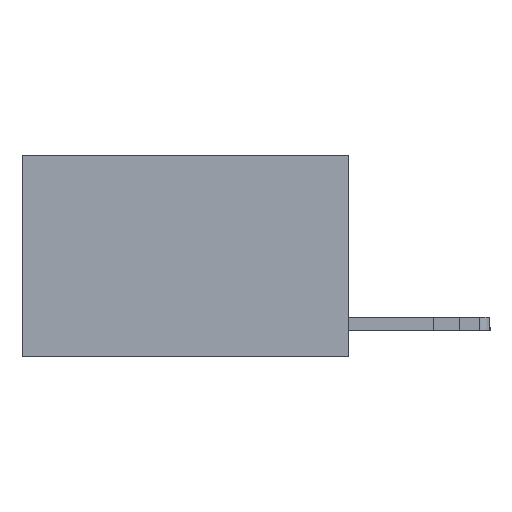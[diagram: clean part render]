
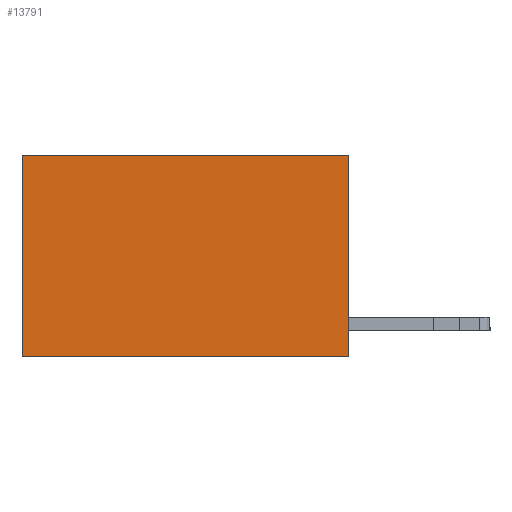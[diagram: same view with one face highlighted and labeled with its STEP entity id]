
A CAD part, left-side view. The second image highlights one B-rep face of the part: STEP entity #13791.
In plain terms, the highlighted planar face has unit normal (-1, 0, 0).
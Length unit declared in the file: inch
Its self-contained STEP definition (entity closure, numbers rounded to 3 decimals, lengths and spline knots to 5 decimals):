
#32 = VERTEX_POINT ( 'NONE', #13502 ) ;
#518 = CARTESIAN_POINT ( 'NONE',  ( 0.2625, 0.6, -0.37 ) ) ;
#582 = VERTEX_POINT ( 'NONE', #518 ) ;
#1361 = CARTESIAN_POINT ( 'NONE',  ( 0.2625, 0., -0.37 ) ) ;
#1815 = VERTEX_POINT ( 'NONE', #12590 ) ;
#1858 = CARTESIAN_POINT ( 'NONE',  ( 0.2625, 0., 0. ) ) ;
#2142 = DIRECTION ( 'NONE',  ( 0., 0., -1. ) ) ;
#2342 = VECTOR ( 'NONE', #13237, 39.37008 ) ;
#2361 = EDGE_CURVE ( 'NONE', #1815, #32, #7542, .T. ) ;
#2458 = CARTESIAN_POINT ( 'NONE',  ( 0.2625, 0., 0. ) ) ;
#2994 = VECTOR ( 'NONE', #2142, 39.37008 ) ;
#3150 = LINE ( 'NONE', #1858, #2342 ) ;
#3234 = CARTESIAN_POINT ( 'NONE',  ( 0.2625, 0.6, 0. ) ) ;
#3549 = PLANE ( 'NONE',  #10024 ) ;
#4079 = VERTEX_POINT ( 'NONE', #3234 ) ;
#4731 = LINE ( 'NONE', #1361, #11193 ) ;
#4843 = VECTOR ( 'NONE', #8571, 39.37008 ) ;
#4953 = FACE_OUTER_BOUND ( 'NONE', #6125, .T. ) ;
#5396 = ORIENTED_EDGE ( 'NONE', *, *, #5858, .T. ) ;
#5858 = EDGE_CURVE ( 'NONE', #1815, #4079, #3150, .T. ) ;
#6125 = EDGE_LOOP ( 'NONE', ( #10721, #9505, #13716, #5396 ) ) ;
#6749 = CARTESIAN_POINT ( 'NONE',  ( 0.2625, 0.6, 0. ) ) ;
#7542 = LINE ( 'NONE', #14185, #4843 ) ;
#8034 = DIRECTION ( 'NONE',  ( 0., 0., -1. ) ) ;
#8571 = DIRECTION ( 'NONE',  ( 0., 0., -1. ) ) ;
#9360 = DIRECTION ( 'NONE',  ( 1., 0., 0. ) ) ;
#9505 = ORIENTED_EDGE ( 'NONE', *, *, #13671, .F. ) ;
#10000 = LINE ( 'NONE', #6749, #2994 ) ;
#10024 = AXIS2_PLACEMENT_3D ( 'NONE', #2458, #9360, #8034 ) ;
#10334 = DIRECTION ( 'NONE',  ( 0., 1., 0. ) ) ;
#10721 = ORIENTED_EDGE ( 'NONE', *, *, #14366, .T. ) ;
#11193 = VECTOR ( 'NONE', #10334, 39.37008 ) ;
#12590 = CARTESIAN_POINT ( 'NONE',  ( 0.2625, 0., 0. ) ) ;
#13237 = DIRECTION ( 'NONE',  ( 0., 1., 0. ) ) ;
#13502 = CARTESIAN_POINT ( 'NONE',  ( 0.2625, 0., -0.37 ) ) ;
#13671 = EDGE_CURVE ( 'NONE', #32, #582, #4731, .T. ) ;
#13716 = ORIENTED_EDGE ( 'NONE', *, *, #2361, .F. ) ;
#13791 = ADVANCED_FACE ( 'NONE', ( #4953 ), #3549, .F. ) ;
#14185 = CARTESIAN_POINT ( 'NONE',  ( 0.2625, 0., 0. ) ) ;
#14366 = EDGE_CURVE ( 'NONE', #4079, #582, #10000, .T. ) ;
